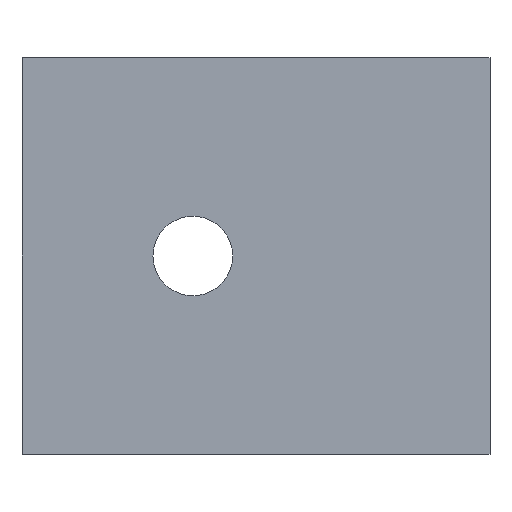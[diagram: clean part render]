
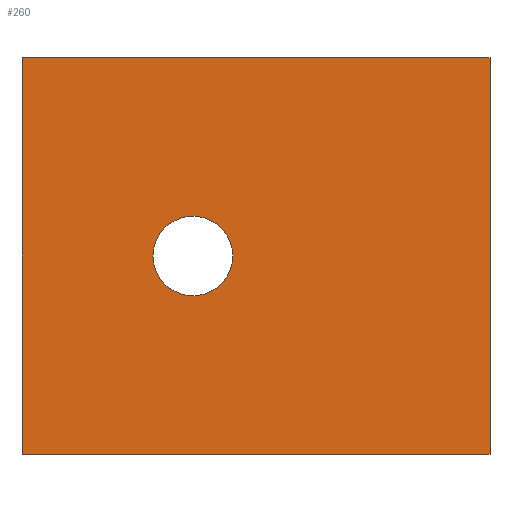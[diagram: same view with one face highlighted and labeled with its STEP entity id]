
A CAD part, left-side view. The second image highlights one B-rep face of the part: STEP entity #260.
In plain terms, the highlighted planar face has unit normal (-1, 0, 0).
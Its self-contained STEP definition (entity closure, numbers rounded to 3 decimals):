
#3 = VECTOR ( 'NONE', #221, 1000. ) ;
#16 = DIRECTION ( 'NONE',  ( -1., 0., 0. ) ) ;
#17 = VERTEX_POINT ( 'NONE', #51 ) ;
#19 = DIRECTION ( 'NONE',  ( 0., -1., 0. ) ) ;
#21 = CARTESIAN_POINT ( 'NONE',  ( 0., 19.05, 15.253 ) ) ;
#39 = ORIENTED_EDGE ( 'NONE', *, *, #193, .F. ) ;
#51 = CARTESIAN_POINT ( 'NONE',  ( 0., 19.05, 10.147 ) ) ;
#63 = CARTESIAN_POINT ( 'NONE',  ( 0., 0., 25.4 ) ) ;
#65 = CARTESIAN_POINT ( 'NONE',  ( 0., 0., 25.4 ) ) ;
#99 = EDGE_CURVE ( 'NONE', #236, #611, #630, .T. ) ;
#171 = ORIENTED_EDGE ( 'NONE', *, *, #99, .F. ) ;
#193 = EDGE_CURVE ( 'NONE', #17, #404, #698, .T. ) ;
#221 = DIRECTION ( 'NONE',  ( 0., 0., -1. ) ) ;
#226 = ORIENTED_EDGE ( 'NONE', *, *, #355, .T. ) ;
#231 = FACE_BOUND ( 'NONE', #514, .T. ) ;
#236 = VERTEX_POINT ( 'NONE', #63 ) ;
#246 = PLANE ( 'NONE',  #633 ) ;
#247 = DIRECTION ( 'NONE',  ( -1., 0., 0. ) ) ;
#260 = ADVANCED_FACE ( 'NONE', ( #231, #441 ), #246, .F. ) ;
#261 = DIRECTION ( 'NONE',  ( 0., -1., 0. ) ) ;
#303 = VERTEX_POINT ( 'NONE', #467 ) ;
#344 = VECTOR ( 'NONE', #19, 1000. ) ;
#355 = EDGE_CURVE ( 'NONE', #721, #611, #629, .T. ) ;
#364 = LINE ( 'NONE', #558, #3 ) ;
#370 = EDGE_CURVE ( 'NONE', #404, #17, #491, .T. ) ;
#371 = DIRECTION ( 'NONE',  ( 0., 0., -1. ) ) ;
#374 = DIRECTION ( 'NONE',  ( 0., 0., 1. ) ) ;
#375 = CARTESIAN_POINT ( 'NONE',  ( 0., 19.05, 12.7 ) ) ;
#393 = ORIENTED_EDGE ( 'NONE', *, *, #651, .T. ) ;
#404 = VERTEX_POINT ( 'NONE', #21 ) ;
#415 = CARTESIAN_POINT ( 'NONE',  ( 0., 0., 25.4 ) ) ;
#418 = ORIENTED_EDGE ( 'NONE', *, *, #452, .F. ) ;
#422 = LINE ( 'NONE', #433, #583 ) ;
#433 = CARTESIAN_POINT ( 'NONE',  ( 0., 0., 25.4 ) ) ;
#441 = FACE_OUTER_BOUND ( 'NONE', #592, .T. ) ;
#452 = EDGE_CURVE ( 'NONE', #303, #236, #422, .T. ) ;
#467 = CARTESIAN_POINT ( 'NONE',  ( 0., 30., 25.4 ) ) ;
#491 = CIRCLE ( 'NONE', #693, 2.553 ) ;
#514 = EDGE_LOOP ( 'NONE', ( #624, #39 ) ) ;
#531 = DIRECTION ( 'NONE',  ( 1., 0., 0. ) ) ;
#555 = CARTESIAN_POINT ( 'NONE',  ( 0., 0., 0. ) ) ;
#558 = CARTESIAN_POINT ( 'NONE',  ( 0., 30., 25.4 ) ) ;
#581 = CARTESIAN_POINT ( 'NONE',  ( 0., 19.05, 12.7 ) ) ;
#583 = VECTOR ( 'NONE', #261, 1000. ) ;
#592 = EDGE_LOOP ( 'NONE', ( #226, #171, #418, #393 ) ) ;
#611 = VERTEX_POINT ( 'NONE', #555 ) ;
#624 = ORIENTED_EDGE ( 'NONE', *, *, #370, .F. ) ;
#629 = LINE ( 'NONE', #640, #344 ) ;
#630 = LINE ( 'NONE', #415, #648 ) ;
#632 = DIRECTION ( 'NONE',  ( 0., 0., 1. ) ) ;
#633 = AXIS2_PLACEMENT_3D ( 'NONE', #65, #531, #371 ) ;
#637 = AXIS2_PLACEMENT_3D ( 'NONE', #581, #247, #632 ) ;
#640 = CARTESIAN_POINT ( 'NONE',  ( 0., 0., 0. ) ) ;
#648 = VECTOR ( 'NONE', #731, 1000. ) ;
#651 = EDGE_CURVE ( 'NONE', #303, #721, #364, .T. ) ;
#657 = CARTESIAN_POINT ( 'NONE',  ( 0., 30., 0. ) ) ;
#693 = AXIS2_PLACEMENT_3D ( 'NONE', #375, #16, #374 ) ;
#698 = CIRCLE ( 'NONE', #637, 2.553 ) ;
#721 = VERTEX_POINT ( 'NONE', #657 ) ;
#731 = DIRECTION ( 'NONE',  ( 0., 0., -1. ) ) ;
